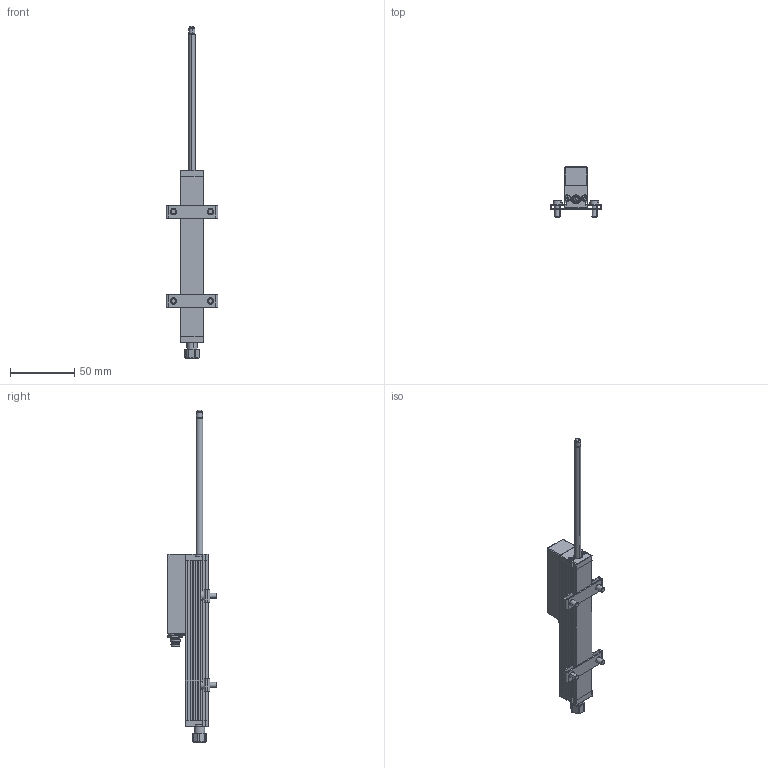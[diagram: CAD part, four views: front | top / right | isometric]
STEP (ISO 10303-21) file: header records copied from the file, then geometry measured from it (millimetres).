
FILE_DESCRIPTION (( 'STEP AP214' ), '1' );
FILE_NAME ('TE1-0075-102-411-101_ausgefahren.STEP', '2014-02-19T07:30:57', ( 'dummy' ), ( 'Hewlett-Packard Company' ), 'SwSTEP 2.0', 'SolidWorks 2013', '' );
FILE_SCHEMA (( 'AUTOMOTIVE_DESIGN' ));
Length unit declared in the file: millimetre
Products named in the file (1): TE1-0075-102-411-101_ausgefahren
Bounding box: 40.19 x 38.85 x 258.6 mm (x, y, z)
Surface area: 23809 mm2 (no closed solid volume)
Topology: 0 solids, 30 shells, 524 faces, 1633 edges, 1080 vertices
Faces by surface type: plane 233, cylinder 201, cone 45, torus 24, sphere 15, bspline 6
Entity records: 23973 total; most frequent: CARTESIAN_POINT 3838, DIRECTION 3253, ORIENTED_EDGE 2516, EDGE_CURVE 1624, AXIS2_PLACEMENT_3D 1179, VERTEX_POINT 1080, LINE 895, VECTOR 895
